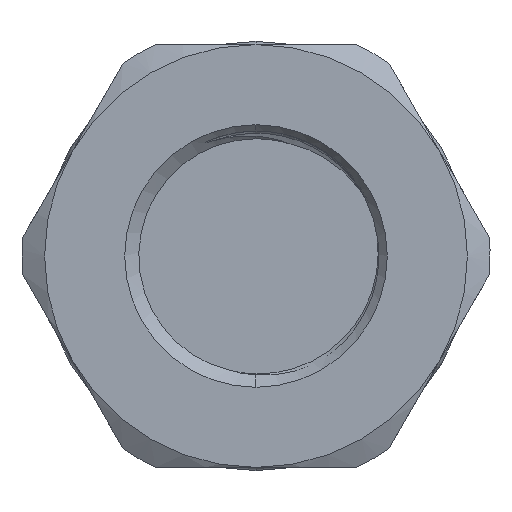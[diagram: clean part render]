
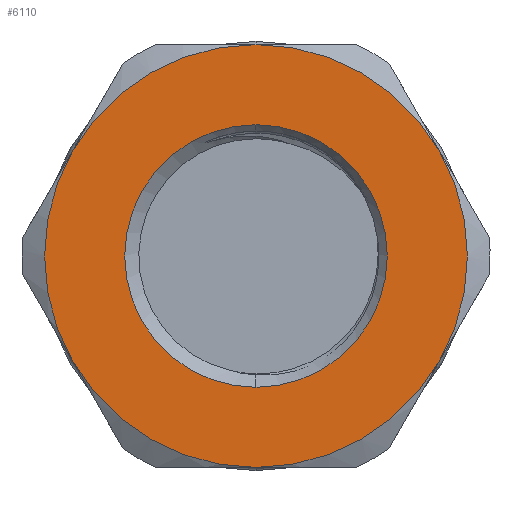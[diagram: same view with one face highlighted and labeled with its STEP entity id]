
A CAD part, left-side view. The second image highlights one B-rep face of the part: STEP entity #6110.
In plain terms, the highlighted planar face has unit normal (-1, 0, 0).
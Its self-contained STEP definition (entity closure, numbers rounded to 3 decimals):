
#20 = EDGE_LOOP ( 'NONE', ( #772, #2882, #5071, #3095, #547, #3538 ) ) ;
#89 = EDGE_CURVE ( 'NONE', #3114, #2717, #711, .T. ) ;
#262 = CARTESIAN_POINT ( 'NONE',  ( 0., -9.622, 5.555 ) ) ;
#547 = ORIENTED_EDGE ( 'NONE', *, *, #2180, .T. ) ;
#688 = CIRCLE ( 'NONE', #6042, 6.9 ) ;
#711 = CIRCLE ( 'NONE', #5815, 11.11 ) ;
#772 = ORIENTED_EDGE ( 'NONE', *, *, #5004, .F. ) ;
#819 = CARTESIAN_POINT ( 'NONE',  ( 0., 0., 0. ) ) ;
#839 = DIRECTION ( 'NONE',  ( 1., 0., 0. ) ) ;
#896 = CARTESIAN_POINT ( 'NONE',  ( 0., 0., 0. ) ) ;
#1064 = VERTEX_POINT ( 'NONE', #2720 ) ;
#1212 = CARTESIAN_POINT ( 'NONE',  ( 0., 0., 0. ) ) ;
#1235 = AXIS2_PLACEMENT_3D ( 'NONE', #819, #839, #1362 ) ;
#1288 = AXIS2_PLACEMENT_3D ( 'NONE', #7225, #2397, #5340 ) ;
#1324 = EDGE_CURVE ( 'NONE', #1064, #1678, #4352, .T. ) ;
#1362 = DIRECTION ( 'NONE',  ( 0., 0., -1. ) ) ;
#1418 = DIRECTION ( 'NONE',  ( 0., 0., -1. ) ) ;
#1621 = EDGE_CURVE ( 'NONE', #1678, #3891, #2029, .T. ) ;
#1678 = VERTEX_POINT ( 'NONE', #262 ) ;
#1856 = CARTESIAN_POINT ( 'NONE',  ( 0., 9.622, 5.555 ) ) ;
#1865 = DIRECTION ( 'NONE',  ( 1., 0., 0. ) ) ;
#1894 = AXIS2_PLACEMENT_3D ( 'NONE', #3961, #6921, #3306 ) ;
#1966 = DIRECTION ( 'NONE',  ( 1., 0., 0. ) ) ;
#2029 = CIRCLE ( 'NONE', #1235, 11.11 ) ;
#2147 = CIRCLE ( 'NONE', #7538, 11.11 ) ;
#2180 = EDGE_CURVE ( 'NONE', #1064, #2717, #7494, .T. ) ;
#2397 = DIRECTION ( 'NONE',  ( 1., 0., 0. ) ) ;
#2440 = CIRCLE ( 'NONE', #1288, 11.11 ) ;
#2493 = VERTEX_POINT ( 'NONE', #4012 ) ;
#2558 = DIRECTION ( 'NONE',  ( 0., 0., 1. ) ) ;
#2717 = VERTEX_POINT ( 'NONE', #1856 ) ;
#2720 = CARTESIAN_POINT ( 'NONE',  ( 0., 0., 11.11 ) ) ;
#2854 = PLANE ( 'NONE',  #5390 ) ;
#2882 = ORIENTED_EDGE ( 'NONE', *, *, #2886, .F. ) ;
#2886 = EDGE_CURVE ( 'NONE', #3891, #2493, #2440, .T. ) ;
#3034 = DIRECTION ( 'NONE',  ( 0., 0., -1. ) ) ;
#3095 = ORIENTED_EDGE ( 'NONE', *, *, #1324, .F. ) ;
#3114 = VERTEX_POINT ( 'NONE', #3493 ) ;
#3274 = ORIENTED_EDGE ( 'NONE', *, *, #6711, .F. ) ;
#3306 = DIRECTION ( 'NONE',  ( 0., 0., 1. ) ) ;
#3397 = DIRECTION ( 'NONE',  ( 1., 0., 0. ) ) ;
#3493 = CARTESIAN_POINT ( 'NONE',  ( 0., 9.622, -5.555 ) ) ;
#3538 = ORIENTED_EDGE ( 'NONE', *, *, #89, .F. ) ;
#3714 = ORIENTED_EDGE ( 'NONE', *, *, #6793, .F. ) ;
#3891 = VERTEX_POINT ( 'NONE', #7409 ) ;
#3961 = CARTESIAN_POINT ( 'NONE',  ( 0., 0., 0. ) ) ;
#4012 = CARTESIAN_POINT ( 'NONE',  ( 0., 0., -11.11 ) ) ;
#4147 = AXIS2_PLACEMENT_3D ( 'NONE', #4848, #6625, #6575 ) ;
#4315 = CARTESIAN_POINT ( 'NONE',  ( 0., 0., 0. ) ) ;
#4318 = CARTESIAN_POINT ( 'NONE',  ( 0., 0., 0. ) ) ;
#4352 = CIRCLE ( 'NONE', #7563, 11.11 ) ;
#4616 = DIRECTION ( 'NONE',  ( 0., 0., -1. ) ) ;
#4710 = DIRECTION ( 'NONE',  ( 1., 0., 0. ) ) ;
#4837 = EDGE_LOOP ( 'NONE', ( #3714, #3274 ) ) ;
#4848 = CARTESIAN_POINT ( 'NONE',  ( 0., 0., 0. ) ) ;
#5004 = EDGE_CURVE ( 'NONE', #2493, #3114, #2147, .T. ) ;
#5071 = ORIENTED_EDGE ( 'NONE', *, *, #1621, .F. ) ;
#5229 = CIRCLE ( 'NONE', #1894, 6.9 ) ;
#5340 = DIRECTION ( 'NONE',  ( 0., 0., -1. ) ) ;
#5375 = DIRECTION ( 'NONE',  ( 0., 0., -1. ) ) ;
#5390 = AXIS2_PLACEMENT_3D ( 'NONE', #6389, #3397, #4616 ) ;
#5441 = CARTESIAN_POINT ( 'NONE',  ( 0., 0., 6.9 ) ) ;
#5693 = FACE_BOUND ( 'NONE', #4837, .T. ) ;
#5788 = FACE_OUTER_BOUND ( 'NONE', #20, .T. ) ;
#5815 = AXIS2_PLACEMENT_3D ( 'NONE', #1212, #4710, #5375 ) ;
#5873 = VERTEX_POINT ( 'NONE', #6345 ) ;
#6042 = AXIS2_PLACEMENT_3D ( 'NONE', #4318, #6693, #2558 ) ;
#6110 = ADVANCED_FACE ( 'NONE', ( #5693, #5788 ), #2854, .F. ) ;
#6345 = CARTESIAN_POINT ( 'NONE',  ( 0., 0., -6.9 ) ) ;
#6389 = CARTESIAN_POINT ( 'NONE',  ( 0., -12.829, 0. ) ) ;
#6575 = DIRECTION ( 'NONE',  ( 0., 0., 1. ) ) ;
#6625 = DIRECTION ( 'NONE',  ( -1., 0., 0. ) ) ;
#6693 = DIRECTION ( 'NONE',  ( -1., 0., 0. ) ) ;
#6711 = EDGE_CURVE ( 'NONE', #5873, #7032, #5229, .T. ) ;
#6793 = EDGE_CURVE ( 'NONE', #7032, #5873, #688, .T. ) ;
#6921 = DIRECTION ( 'NONE',  ( -1., 0., 0. ) ) ;
#7032 = VERTEX_POINT ( 'NONE', #5441 ) ;
#7225 = CARTESIAN_POINT ( 'NONE',  ( 0., 0., 0. ) ) ;
#7409 = CARTESIAN_POINT ( 'NONE',  ( 0., -9.622, -5.555 ) ) ;
#7494 = CIRCLE ( 'NONE', #4147, 11.11 ) ;
#7538 = AXIS2_PLACEMENT_3D ( 'NONE', #896, #1966, #1418 ) ;
#7563 = AXIS2_PLACEMENT_3D ( 'NONE', #4315, #1865, #3034 ) ;
